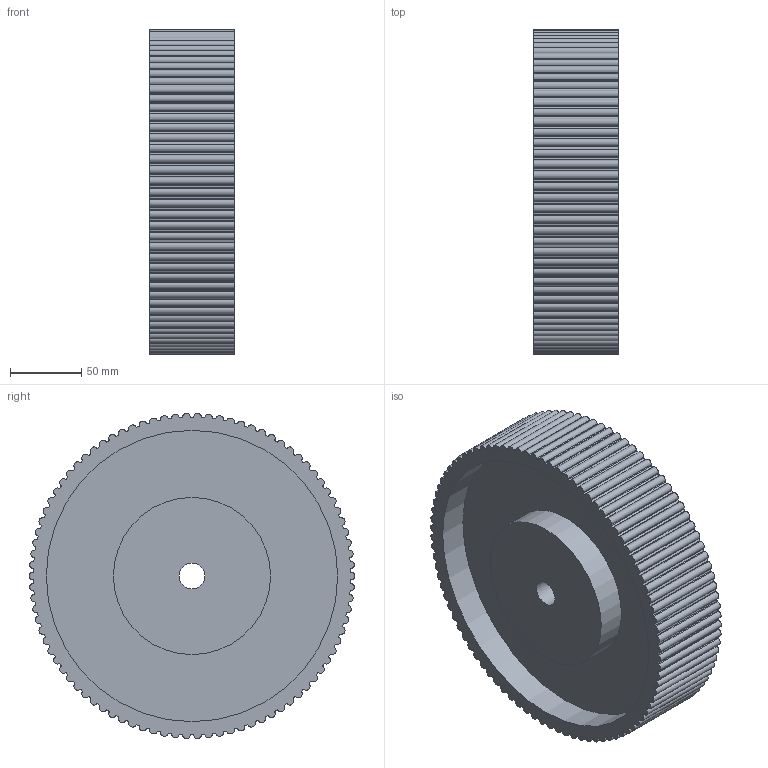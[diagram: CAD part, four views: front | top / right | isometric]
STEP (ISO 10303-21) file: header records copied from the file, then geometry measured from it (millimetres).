
FILE_DESCRIPTION( ( 'STEP AP214' ), '1' );
FILE_NAME( 'HTD-Zahnriemenscheibe_8M_90-8M-50_2_14.stp', ' ', ( ' ' ), ( ' ' ), 'PSStep 15.0.47', 'PARTsolutions', ' ' );
FILE_SCHEMA( ( 'AUTOMOTIVE_DESIGN { 1 0 10303 214 1 1 1 1 }' ) );
Length unit declared in the file: millimetre
Products named in the file (1): _HTD-Zahnriemenscheibe 8M 90-8M-50
Bounding box: 60 x 227.79 x 227.67 mm (x, y, z)
Volume: 1451011.4 mm3; surface area: 179600.3 mm2
Topology: 1 solids, 1 shells, 371 faces, 1095 edges, 730 vertices
Faces by surface type: cylinder 365, plane 6
Full cylindrical faces by diameter (mm): 18 x1, 110 x2, 204 x2
Entity records: 15802 total; most frequent: DIRECTION 2564, CARTESIAN_POINT 2192, ORIENTED_EDGE 2180, AXIS2_PLACEMENT_3D 1102, EDGE_CURVE 1090, VERTEX_POINT 730, CIRCLE 730, EDGE_LOOP 382
